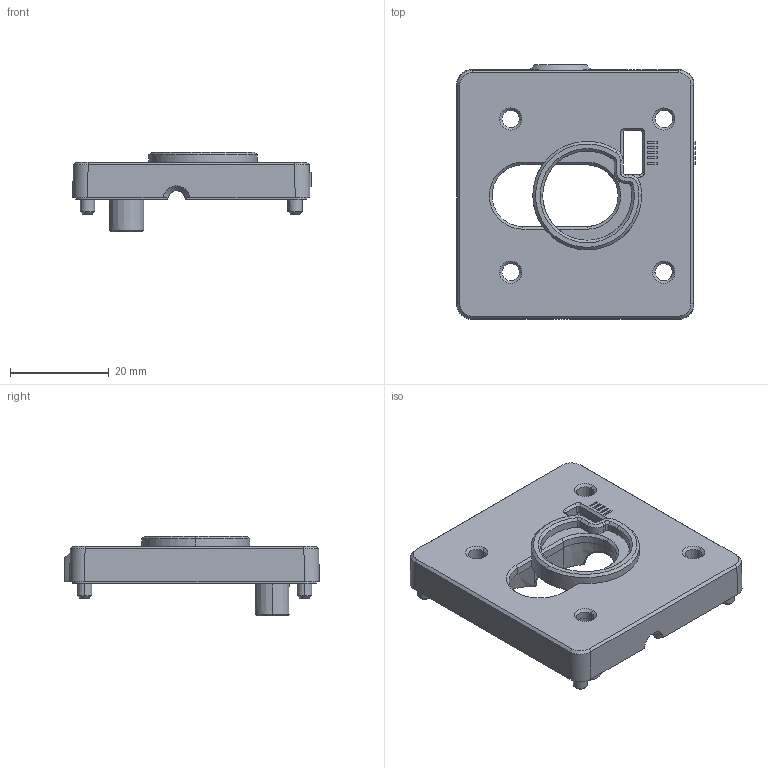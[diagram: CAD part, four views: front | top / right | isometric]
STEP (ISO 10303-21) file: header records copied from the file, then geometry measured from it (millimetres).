
FILE_DESCRIPTION (( 'STEP AP203' ), '1' );
FILE_NAME ('1258-B2P-B.STEP', '2013-08-15T16:46:56', ( '' ), ( '' ), 'SwSTEP 2.0', 'SolidWorks 2013', '' );
FILE_SCHEMA (( 'CONFIG_CONTROL_DESIGN' ));
Length unit declared in the file: millimetre
Products named in the file (1): 1258-B2P-B
Bounding box: 48.25 x 51.49 x 16 mm (x, y, z)
Volume: 8349.9 mm3; surface area: 9474.7 mm2
Topology: 1 solids, 1 shells, 367 faces, 986 edges, 631 vertices
Faces by surface type: plane 207, cone 74, bspline 49, cylinder 35, torus 2
Entity records: 15052 total; most frequent: CARTESIAN_POINT 6515, ORIENTED_EDGE 1972, DIRECTION 1452, EDGE_CURVE 986, VERTEX_POINT 631, LINE 548, VECTOR 548, AXIS2_PLACEMENT_3D 452
